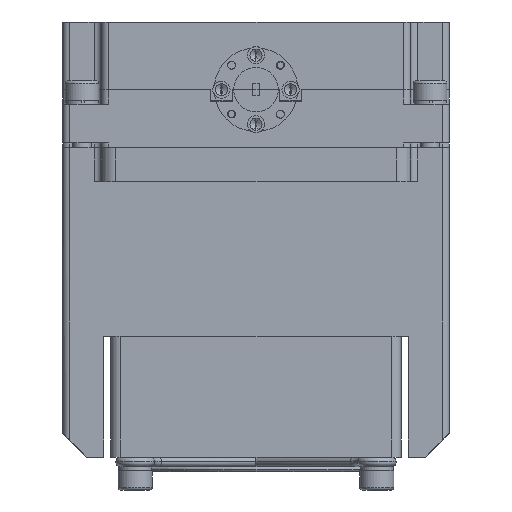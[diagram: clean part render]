
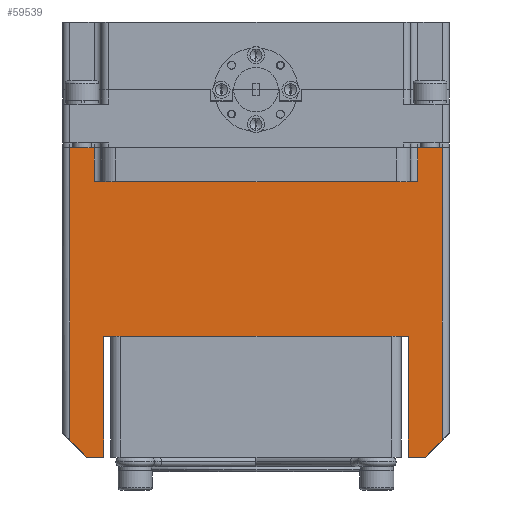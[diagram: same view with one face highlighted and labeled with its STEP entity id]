
A CAD part, front view. The second image highlights one B-rep face of the part: STEP entity #59539.
In plain terms, the highlighted planar face has unit normal (0, -1, 0).
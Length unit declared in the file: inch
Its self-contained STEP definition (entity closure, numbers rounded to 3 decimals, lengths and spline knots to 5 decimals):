
#355 = VECTOR ( 'NONE', #37351, 39.37008 ) ;
#989 = VERTEX_POINT ( 'NONE', #76608 ) ;
#1023 = CARTESIAN_POINT ( 'NONE',  ( 3.44896, -2.28472, -2.75591 ) ) ;
#3904 = CARTESIAN_POINT ( 'NONE',  ( 0.41746, -2.28472, -2.61811 ) ) ;
#4204 = VERTEX_POINT ( 'NONE', #39287 ) ;
#4221 = DIRECTION ( 'NONE',  ( 1., 0., 0. ) ) ;
#4886 = EDGE_CURVE ( 'NONE', #26367, #38015, #72261, .T. ) ;
#5950 = DIRECTION ( 'NONE',  ( -1., 0., 0. ) ) ;
#7387 = LINE ( 'NONE', #97874, #11007 ) ;
#7964 = DIRECTION ( 'NONE',  ( 0., 0., 1. ) ) ;
#8148 = CARTESIAN_POINT ( 'NONE',  ( 0.61432, -2.28472, -2.75591 ) ) ;
#9601 = ORIENTED_EDGE ( 'NONE', *, *, #31299, .T. ) ;
#9995 = ORIENTED_EDGE ( 'NONE', *, *, #78763, .F. ) ;
#11007 = VECTOR ( 'NONE', #30073, 39.37008 ) ;
#11797 = DIRECTION ( 'NONE',  ( 1., 0., 0. ) ) ;
#12494 = EDGE_CURVE ( 'NONE', #4204, #63690, #12500, .T. ) ;
#12500 = LINE ( 'NONE', #34628, #79198 ) ;
#12534 = CARTESIAN_POINT ( 'NONE',  ( 0.55526, -2.28472, -2.75591 ) ) ;
#13563 = ORIENTED_EDGE ( 'NONE', *, *, #25756, .F. ) ;
#14801 = DIRECTION ( 'NONE',  ( 1., 0., 0. ) ) ;
#17185 = AXIS2_PLACEMENT_3D ( 'NONE', #27392, #18106, #21985 ) ;
#18106 = DIRECTION ( 'NONE',  ( 0., -1., 0. ) ) ;
#18746 = ORIENTED_EDGE ( 'NONE', *, *, #64064, .T. ) ;
#19153 = ORIENTED_EDGE ( 'NONE', *, *, #38640, .T. ) ;
#19727 = VECTOR ( 'NONE', #11797, 39.37008 ) ;
#20393 = VECTOR ( 'NONE', #53731, 39.37008 ) ;
#21119 = LINE ( 'NONE', #42255, #19727 ) ;
#21293 = ORIENTED_EDGE ( 'NONE', *, *, #85243, .T. ) ;
#21668 = VERTEX_POINT ( 'NONE', #82578 ) ;
#21985 = DIRECTION ( 'NONE',  ( -1., 0., 0. ) ) ;
#24820 = EDGE_CURVE ( 'NONE', #43907, #42020, #21119, .T. ) ;
#24927 = DIRECTION ( 'NONE',  ( 0., 0., 1. ) ) ;
#25643 = CARTESIAN_POINT ( 'NONE',  ( 3.25211, -2.28472, -0.51181 ) ) ;
#25756 = EDGE_CURVE ( 'NONE', #54812, #42020, #73290, .T. ) ;
#26367 = VERTEX_POINT ( 'NONE', #61455 ) ;
#26894 = CARTESIAN_POINT ( 'NONE',  ( 0.67337, -2.28472, -0.51181 ) ) ;
#27392 = CARTESIAN_POINT ( 'NONE',  ( 1.93321, -2.28472, -2.75591 ) ) ;
#28236 = EDGE_CURVE ( 'NONE', #90944, #21668, #84798, .T. ) ;
#28276 = CARTESIAN_POINT ( 'NONE',  ( 3.44896, -2.28472, -2.61811 ) ) ;
#28842 = DIRECTION ( 'NONE',  ( 1., 0., 0. ) ) ;
#29312 = ORIENTED_EDGE ( 'NONE', *, *, #28236, .F. ) ;
#29412 = VECTOR ( 'NONE', #5950, 39.37008 ) ;
#30073 = DIRECTION ( 'NONE',  ( 0., 0., 1. ) ) ;
#31299 = EDGE_CURVE ( 'NONE', #36220, #63690, #38051, .T. ) ;
#34628 = CARTESIAN_POINT ( 'NONE',  ( 0.69306, -2.28472, -0.23622 ) ) ;
#36220 = VERTEX_POINT ( 'NONE', #12534 ) ;
#37351 = DIRECTION ( 'NONE',  ( -0.707, 0., 0.707 ) ) ;
#38015 = VERTEX_POINT ( 'NONE', #25643 ) ;
#38051 = LINE ( 'NONE', #46448, #66380 ) ;
#38195 = CARTESIAN_POINT ( 'NONE',  ( 3.44896, -2.28472, -0.23622 ) ) ;
#38640 = EDGE_CURVE ( 'NONE', #54812, #71752, #52393, .T. ) ;
#39287 = CARTESIAN_POINT ( 'NONE',  ( 0.69306, -2.28472, -1.77165 ) ) ;
#39333 = VECTOR ( 'NONE', #4221, 39.37008 ) ;
#41530 = EDGE_LOOP ( 'NONE', ( #9995, #21293, #29312, #65046, #53319, #9601, #76503, #85074, #18746, #96377, #13563, #19153, #91047, #42037 ) ) ;
#42020 = VERTEX_POINT ( 'NONE', #46594 ) ;
#42037 = ORIENTED_EDGE ( 'NONE', *, *, #4886, .T. ) ;
#42255 = CARTESIAN_POINT ( 'NONE',  ( 1.93321, -2.28472, -2.75591 ) ) ;
#42478 = DIRECTION ( 'NONE',  ( 0., 0., -1. ) ) ;
#43907 = VERTEX_POINT ( 'NONE', #88034 ) ;
#44958 = VECTOR ( 'NONE', #14801, 39.37008 ) ;
#45437 = CARTESIAN_POINT ( 'NONE',  ( 0.69306, -2.28472, -2.75591 ) ) ;
#45773 = LINE ( 'NONE', #75967, #44958 ) ;
#45956 = CARTESIAN_POINT ( 'NONE',  ( 3.17337, -2.28472, -1.77165 ) ) ;
#46448 = CARTESIAN_POINT ( 'NONE',  ( 1.93321, -2.28472, -2.75591 ) ) ;
#46594 = CARTESIAN_POINT ( 'NONE',  ( 3.31117, -2.28472, -2.75591 ) ) ;
#47103 = VECTOR ( 'NONE', #28842, 39.37008 ) ;
#50071 = LINE ( 'NONE', #26894, #47103 ) ;
#50129 = EDGE_CURVE ( 'NONE', #83929, #4204, #73558, .T. ) ;
#50733 = CARTESIAN_POINT ( 'NONE',  ( -0.01561, -2.28472, -2.18504 ) ) ;
#51707 = LINE ( 'NONE', #50733, #355 ) ;
#52393 = LINE ( 'NONE', #1023, #82771 ) ;
#52570 = EDGE_CURVE ( 'NONE', #56003, #90944, #7387, .T. ) ;
#53319 = ORIENTED_EDGE ( 'NONE', *, *, #97778, .F. ) ;
#53731 = DIRECTION ( 'NONE',  ( 0., 0., -1. ) ) ;
#54548 = LINE ( 'NONE', #8148, #79417 ) ;
#54812 = VERTEX_POINT ( 'NONE', #28276 ) ;
#56003 = VERTEX_POINT ( 'NONE', #3904 ) ;
#56005 = DIRECTION ( 'NONE',  ( 0., 0., -1. ) ) ;
#58733 = CARTESIAN_POINT ( 'NONE',  ( 1.93321, -2.28472, -1.77165 ) ) ;
#59539 = ADVANCED_FACE ( 'NONE', ( #64432 ), #64907, .T. ) ;
#61455 = CARTESIAN_POINT ( 'NONE',  ( 3.25211, -2.28472, -0.23622 ) ) ;
#62474 = CARTESIAN_POINT ( 'NONE',  ( 1.93321, -2.28472, -0.23622 ) ) ;
#63690 = VERTEX_POINT ( 'NONE', #45437 ) ;
#64064 = EDGE_CURVE ( 'NONE', #83929, #43907, #69518, .T. ) ;
#64432 = FACE_OUTER_BOUND ( 'NONE', #41530, .T. ) ;
#64907 = PLANE ( 'NONE',  #17185 ) ;
#65046 = ORIENTED_EDGE ( 'NONE', *, *, #52570, .F. ) ;
#65360 = VECTOR ( 'NONE', #56005, 39.37008 ) ;
#65884 = CARTESIAN_POINT ( 'NONE',  ( 3.88203, -2.28472, -2.18504 ) ) ;
#66380 = VECTOR ( 'NONE', #91519, 39.37008 ) ;
#69518 = LINE ( 'NONE', #75969, #20393 ) ;
#71752 = VERTEX_POINT ( 'NONE', #38195 ) ;
#72261 = LINE ( 'NONE', #87673, #65360 ) ;
#72612 = CARTESIAN_POINT ( 'NONE',  ( 0.41746, -2.28472, -0.23622 ) ) ;
#73290 = LINE ( 'NONE', #65884, #87829 ) ;
#73558 = LINE ( 'NONE', #58733, #29412 ) ;
#75967 = CARTESIAN_POINT ( 'NONE',  ( 1.93321, -2.28472, -0.23622 ) ) ;
#75969 = CARTESIAN_POINT ( 'NONE',  ( 3.17337, -2.28472, -0.23622 ) ) ;
#76199 = EDGE_CURVE ( 'NONE', #26367, #71752, #45773, .T. ) ;
#76503 = ORIENTED_EDGE ( 'NONE', *, *, #12494, .F. ) ;
#76608 = CARTESIAN_POINT ( 'NONE',  ( 0.61432, -2.28472, -0.51181 ) ) ;
#78763 = EDGE_CURVE ( 'NONE', #989, #38015, #50071, .T. ) ;
#79198 = VECTOR ( 'NONE', #42478, 39.37008 ) ;
#79289 = DIRECTION ( 'NONE',  ( -0.707, 0., -0.707 ) ) ;
#79417 = VECTOR ( 'NONE', #24927, 39.37008 ) ;
#82578 = CARTESIAN_POINT ( 'NONE',  ( 0.61432, -2.28472, -0.23622 ) ) ;
#82771 = VECTOR ( 'NONE', #7964, 39.37008 ) ;
#83929 = VERTEX_POINT ( 'NONE', #45956 ) ;
#84798 = LINE ( 'NONE', #62474, #39333 ) ;
#85074 = ORIENTED_EDGE ( 'NONE', *, *, #50129, .F. ) ;
#85243 = EDGE_CURVE ( 'NONE', #989, #21668, #54548, .T. ) ;
#87673 = CARTESIAN_POINT ( 'NONE',  ( 3.25211, -2.28472, -0.51181 ) ) ;
#87829 = VECTOR ( 'NONE', #79289, 39.37008 ) ;
#88034 = CARTESIAN_POINT ( 'NONE',  ( 3.17337, -2.28472, -2.75591 ) ) ;
#90944 = VERTEX_POINT ( 'NONE', #72612 ) ;
#91047 = ORIENTED_EDGE ( 'NONE', *, *, #76199, .F. ) ;
#91519 = DIRECTION ( 'NONE',  ( 1., 0., 0. ) ) ;
#96377 = ORIENTED_EDGE ( 'NONE', *, *, #24820, .T. ) ;
#97778 = EDGE_CURVE ( 'NONE', #36220, #56003, #51707, .T. ) ;
#97874 = CARTESIAN_POINT ( 'NONE',  ( 0.41746, -2.28472, -2.75591 ) ) ;
